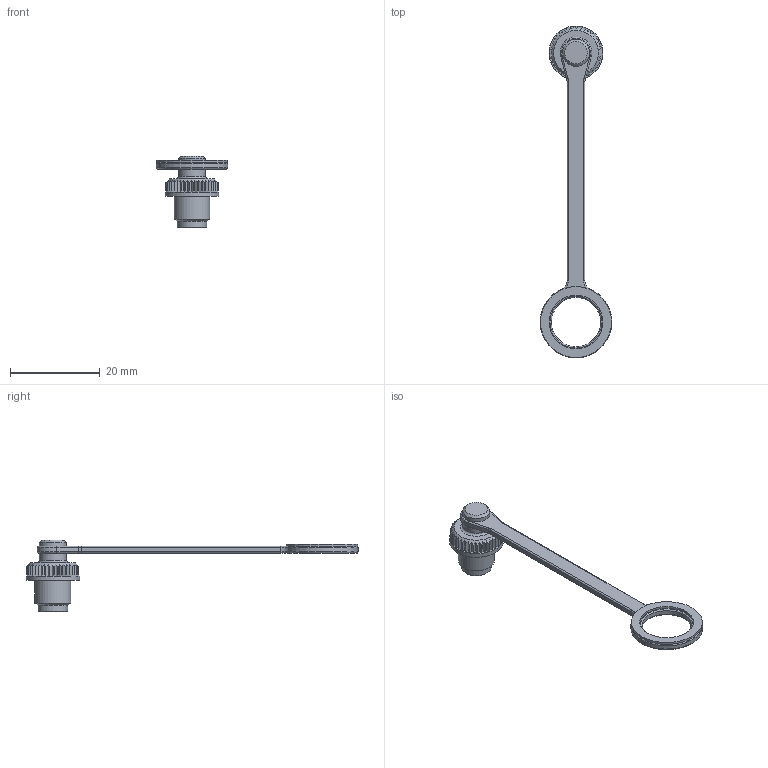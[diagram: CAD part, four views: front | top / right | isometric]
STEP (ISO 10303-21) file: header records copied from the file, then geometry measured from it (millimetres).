
FILE_DESCRIPTION(/* description */ (''),/* implementation_level */ '2;1');
FILE_NAME(/* name */ '08-2973-050-000-1_bg.stp',/* time_stamp */ '2010-11-22T08:41:53+01:00',/* author */ (''),/* organization */ (''),/* preprocessor_version */ 'ST-DEVELOPER v11',/* originating_system */ 'UGS - NX 5.0',/* authorisation */ '');
FILE_SCHEMA (('CONFIG_CONTROL_DESIGN'));
Length unit declared in the file: millimetre
Products named in the file (1): cerlDC7A9zhh
Bounding box: 15.99 x 73.98 x 16 mm (x, y, z)
Volume: 1092.3 mm3; surface area: 1882.8 mm2
Topology: 2 solids, 2 shells, 179 faces, 480 edges, 311 vertices
Faces by surface type: plane 94, cylinder 63, torus 16, cone 6
Full cylindrical faces by diameter (mm): 5.8 x1, 6 x2, 6.6 x1, 8 x1, 11 x1, 12 x2, 15.8 x1
Entity records: 5630 total; most frequent: CARTESIAN_POINT 1184, ORIENTED_EDGE 914, DIRECTION 888, EDGE_CURVE 457, AXIS2_PLACEMENT_3D 331, VERTEX_POINT 307, LINE 226, VECTOR 226
